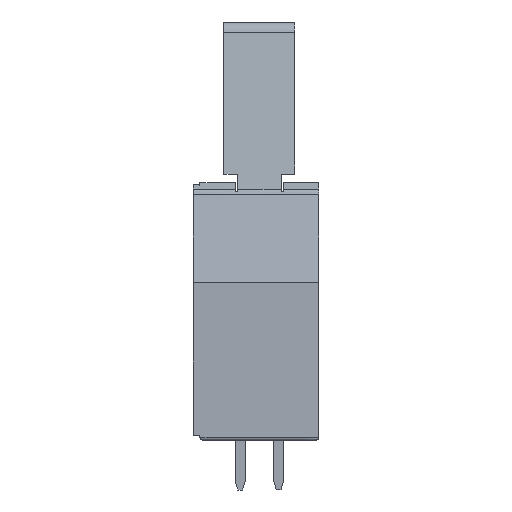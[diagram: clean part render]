
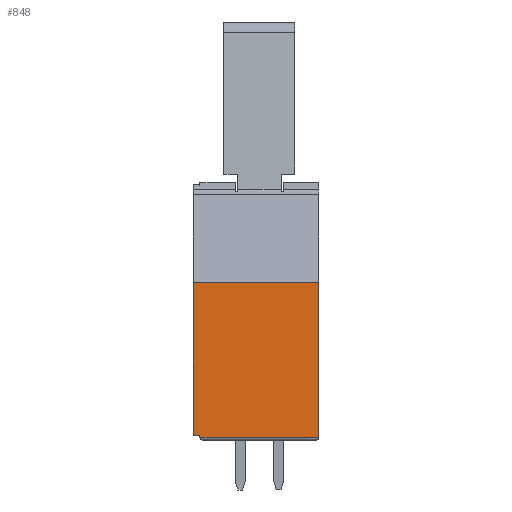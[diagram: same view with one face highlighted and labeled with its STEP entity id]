
A CAD part, left-side view. The second image highlights one B-rep face of the part: STEP entity #848.
In plain terms, the highlighted planar face has unit normal (-1, 0, 0).
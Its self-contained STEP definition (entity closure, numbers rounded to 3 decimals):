
#848=ADVANCED_FACE('',(#2489),#2490,.T.);
#2489=FACE_OUTER_BOUND('',#4141,.T.);
#2490=PLANE('',#4142);
#4141=EDGE_LOOP('',(#10658,#10659,#10660,#10661,#10662,#10663));
#4142=AXIS2_PLACEMENT_3D('',#10664,#10665,#10666);
#10658=ORIENTED_EDGE('',*,*,#12783,.F.);
#10659=ORIENTED_EDGE('',*,*,#12776,.T.);
#10660=ORIENTED_EDGE('',*,*,#12424,.T.);
#10661=ORIENTED_EDGE('',*,*,#12840,.F.);
#10662=ORIENTED_EDGE('',*,*,#12857,.F.);
#10663=ORIENTED_EDGE('',*,*,#12572,.F.);
#10664=CARTESIAN_POINT('',(-35.0,4.15,0.0));
#10665=DIRECTION('',(-1.0,0.0,0.0));
#10666=DIRECTION('',(0.0,-1.0,0.0));
#12424=EDGE_CURVE('',#15637,#15661,#15663,.T.);
#12572=EDGE_CURVE('',#15941,#15943,#15944,.T.);
#12776=EDGE_CURVE('',#15935,#15637,#16280,.T.);
#12783=EDGE_CURVE('',#15935,#15941,#16288,.T.);
#12840=EDGE_CURVE('',#16357,#15661,#16359,.T.);
#12857=EDGE_CURVE('',#15943,#16357,#16378,.T.);
#15637=VERTEX_POINT('',#20798);
#15661=VERTEX_POINT('',#20835);
#15663=LINE('',#20838,#20839);
#15935=VERTEX_POINT('',#21208);
#15941=VERTEX_POINT('',#21216);
#15943=VERTEX_POINT('',#21219);
#15944=LINE('',#21220,#21221);
#16280=LINE('',#21711,#21712);
#16288=LINE('',#21726,#21727);
#16357=VERTEX_POINT('',#21851);
#16359=LINE('',#21854,#21855);
#16378=LINE('',#21888,#21889);
#20798=CARTESIAN_POINT('',(-35.,0.0,0.15));
#20835=CARTESIAN_POINT('',(-35.,0.0,10.4));
#20838=CARTESIAN_POINT('',(-35.0,0.,0.0));
#20839=VECTOR('',#23618,1.0);
#21208=CARTESIAN_POINT('',(-35.0,7.85,0.15));
#21216=CARTESIAN_POINT('',(-35.0,7.85,0.3));
#21219=CARTESIAN_POINT('',(-35.0,8.3,0.3));
#21220=CARTESIAN_POINT('',(-35.0,6.112,0.3));
#21221=VECTOR('',#23860,1.0);
#21711=CARTESIAN_POINT('',(-35.0,4.15,0.15));
#21712=VECTOR('',#24162,1.0);
#21726=CARTESIAN_POINT('',(-35.0,7.85,0.112));
#21727=VECTOR('',#24169,1.0);
#21851=CARTESIAN_POINT('',(-35.,8.3,10.4));
#21854=CARTESIAN_POINT('',(-35.,6.225,10.4));
#21855=VECTOR('',#24226,1.0);
#21888=CARTESIAN_POINT('',(-35.0,8.3,0.0));
#21889=VECTOR('',#24247,1.0);
#23618=DIRECTION('',(0.0,0.0,1.0));
#23860=DIRECTION('',(0.0,1.0,0.));
#24162=DIRECTION('',(0.0,-1.0,0.));
#24169=DIRECTION('',(0.0,0.,1.0));
#24226=DIRECTION('',(0.0,-1.0,0.));
#24247=DIRECTION('',(0.0,0.0,1.0));
